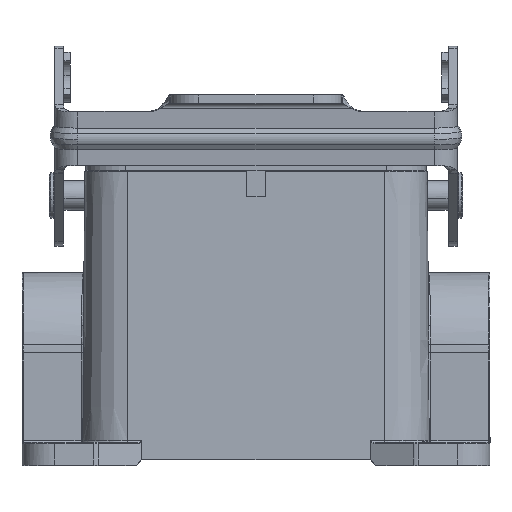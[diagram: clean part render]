
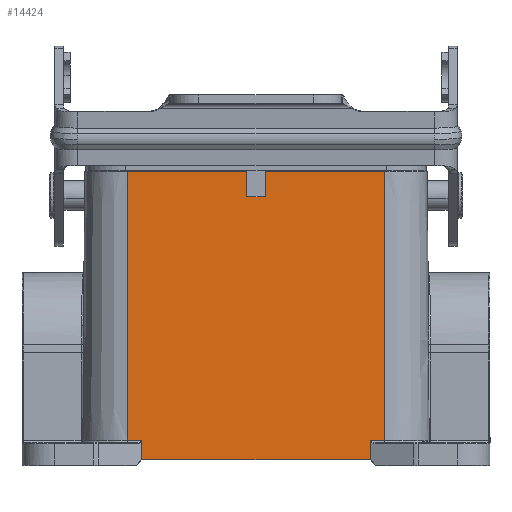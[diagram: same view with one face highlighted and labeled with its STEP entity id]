
A CAD part, top view. The second image highlights one B-rep face of the part: STEP entity #14424.
In plain terms, the highlighted planar face has unit normal (0, 0.009, 1).
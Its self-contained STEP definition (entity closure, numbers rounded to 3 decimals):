
#479 = LINE ( 'NONE', #480, #20652 ) ;
#480 = CARTESIAN_POINT ( 'NONE',  ( 20., 0., 21.949 ) ) ;
#481 = DIRECTION ( 'NONE',  ( 0., 1., -0.009 ) ) ;
#483 = LINE ( 'NONE', #484, #20611 ) ;
#484 = CARTESIAN_POINT ( 'NONE',  ( -24.58, 1., 21.941 ) ) ;
#485 = DIRECTION ( 'NONE',  ( 1., 0., 0. ) ) ;
#1529 = EDGE_LOOP ( 'NONE', ( #15843, #15840, #15945, #15822, #15841, #15962, #15960, #15784, #15773, #15798, #15924, #15799, #15912, #15934 ) ) ;
#4932 = LINE ( 'NONE', #4933, #12066 ) ;
#4933 = CARTESIAN_POINT ( 'NONE',  ( -20., 0.383, 21.946 ) ) ;
#4934 = DIRECTION ( 'NONE',  ( 0., -1., 0.009 ) ) ;
#6181 = CARTESIAN_POINT ( 'NONE',  ( 22.5, 4.297, 21.912 ) ) ;
#6187 = CARTESIAN_POINT ( 'NONE',  ( -22.5, 4.297, 21.912 ) ) ;
#6195 = CARTESIAN_POINT ( 'NONE',  ( -20., 4.234, 21.916 ) ) ;
#6196 = CARTESIAN_POINT ( 'NONE',  ( -19.999, 1., 21.944 ) ) ;
#6197 = CARTESIAN_POINT ( 'NONE',  ( 19.999, 1., 21.944 ) ) ;
#6198 = CARTESIAN_POINT ( 'NONE',  ( 20., 4.234, 21.916 ) ) ;
#6199 = CARTESIAN_POINT ( 'NONE',  ( 22.5, 51.5, 21.5 ) ) ;
#6200 = CARTESIAN_POINT ( 'NONE',  ( 20., 4.297, 21.912 ) ) ;
#6201 = CARTESIAN_POINT ( 'NONE',  ( 1.6, 51.5, 21.5 ) ) ;
#6202 = CARTESIAN_POINT ( 'NONE',  ( 1.6, 47., 21.539 ) ) ;
#6203 = CARTESIAN_POINT ( 'NONE',  ( -22.5, 51.5, 21.5 ) ) ;
#6204 = CARTESIAN_POINT ( 'NONE',  ( -20., 4.297, 21.912 ) ) ;
#6205 = CARTESIAN_POINT ( 'NONE',  ( -1.6, 47., 21.539 ) ) ;
#6206 = CARTESIAN_POINT ( 'NONE',  ( -1.6, 51.5, 21.5 ) ) ;
#6799 = CARTESIAN_POINT ( 'NONE',  ( -20., 4.297, 21.912 ) ) ;
#6800 = CARTESIAN_POINT ( 'NONE',  ( -20., 4.276, 21.912 ) ) ;
#6801 = CARTESIAN_POINT ( 'NONE',  ( -20., 4.255, 21.912 ) ) ;
#6802 = CARTESIAN_POINT ( 'NONE',  ( -20., 4.234, 21.916 ) ) ;
#7507 = LINE ( 'NONE', #7508, #12865 ) ;
#7508 = CARTESIAN_POINT ( 'NONE',  ( -24.58, 4.297, 21.912 ) ) ;
#7509 = DIRECTION ( 'NONE',  ( 1., 0., 0. ) ) ;
#8760 = VERTEX_POINT ( 'NONE', #6181 ) ;
#8772 = VERTEX_POINT ( 'NONE', #6187 ) ;
#8788 = VERTEX_POINT ( 'NONE', #6195 ) ;
#8790 = VERTEX_POINT ( 'NONE', #6196 ) ;
#8792 = VERTEX_POINT ( 'NONE', #6197 ) ;
#8794 = VERTEX_POINT ( 'NONE', #6198 ) ;
#8796 = VERTEX_POINT ( 'NONE', #6199 ) ;
#8798 = VERTEX_POINT ( 'NONE', #6200 ) ;
#8800 = VERTEX_POINT ( 'NONE', #6201 ) ;
#8802 = VERTEX_POINT ( 'NONE', #6202 ) ;
#8804 = VERTEX_POINT ( 'NONE', #6203 ) ;
#8806 = VERTEX_POINT ( 'NONE', #6204 ) ;
#8808 = VERTEX_POINT ( 'NONE', #6205 ) ;
#8810 = VERTEX_POINT ( 'NONE', #6206 ) ;
#12018 = B_SPLINE_CURVE_WITH_KNOTS ( 'NONE', 3,
 ( #6799, #6800, #6801, #6802 ),
 .UNSPECIFIED., .F., .F.,
 ( 4, 4 ),
 ( 0., 1. ),
 .UNSPECIFIED. ) ;
#12066 = VECTOR ( 'NONE', #4934, 1000. ) ;
#12249 = VECTOR ( 'NONE', #22314, 1000. ) ;
#12379 = VECTOR ( 'NONE', #19624, 1000. ) ;
#12591 = VECTOR ( 'NONE', #22317, 1000. ) ;
#12796 = VECTOR ( 'NONE', #22166, 1000. ) ;
#12850 = VECTOR ( 'NONE', #19630, 1000. ) ;
#12865 = VECTOR ( 'NONE', #7509, 1000. ) ;
#12903 = VECTOR ( 'NONE', #19865, 1000. ) ;
#12956 = VECTOR ( 'NONE', #19110, 1000. ) ;
#13234 = VECTOR ( 'NONE', #22978, 1000. ) ;
#14424 = ADVANCED_FACE ( 'NONE', ( #20226 ), #17119, .T. ) ;
#15631 = B_SPLINE_CURVE_WITH_KNOTS ( 'NONE', 3,
 ( #19704, #19708, #19709, #19710 ),
 .UNSPECIFIED., .F., .F.,
 ( 4, 4 ),
 ( 0., 1. ),
 .UNSPECIFIED. ) ;
#15773 = ORIENTED_EDGE ( 'NONE', *, *, #17541, .T. ) ;
#15784 = ORIENTED_EDGE ( 'NONE', *, *, #17648, .T. ) ;
#15798 = ORIENTED_EDGE ( 'NONE', *, *, #17626, .T. ) ;
#15799 = ORIENTED_EDGE ( 'NONE', *, *, #16404, .T. ) ;
#15822 = ORIENTED_EDGE ( 'NONE', *, *, #17774, .T. ) ;
#15840 = ORIENTED_EDGE ( 'NONE', *, *, #16192, .T. ) ;
#15841 = ORIENTED_EDGE ( 'NONE', *, *, #17509, .T. ) ;
#15843 = ORIENTED_EDGE ( 'NONE', *, *, #16193, .T. ) ;
#15912 = ORIENTED_EDGE ( 'NONE', *, *, #16388, .T. ) ;
#15924 = ORIENTED_EDGE ( 'NONE', *, *, #17795, .T. ) ;
#15934 = ORIENTED_EDGE ( 'NONE', *, *, #16686, .T. ) ;
#15945 = ORIENTED_EDGE ( 'NONE', *, *, #17564, .T. ) ;
#15960 = ORIENTED_EDGE ( 'NONE', *, *, #17649, .T. ) ;
#15962 = ORIENTED_EDGE ( 'NONE', *, *, #17539, .T. ) ;
#16192 = EDGE_CURVE ( 'NONE', #8792, #8794, #479, .T. ) ;
#16193 = EDGE_CURVE ( 'NONE', #8790, #8792, #483, .T. ) ;
#16388 = EDGE_CURVE ( 'NONE', #8806, #8788, #12018, .T. ) ;
#16404 = EDGE_CURVE ( 'NONE', #8772, #8806, #7507, .T. ) ;
#16686 = EDGE_CURVE ( 'NONE', #8788, #8790, #4932, .T. ) ;
#17119 = PLANE ( 'NONE',  #20546 ) ;
#17120 = CARTESIAN_POINT ( 'NONE',  ( -24.58, 51.5, 21.5 ) ) ;
#17121 = DIRECTION ( 'NONE',  ( 0., 0.009, 1. ) ) ;
#17122 = DIRECTION ( 'NONE',  ( 0., -1., 0.009 ) ) ;
#17509 = EDGE_CURVE ( 'NONE', #8760, #8796, #22976, .T. ) ;
#17539 = EDGE_CURVE ( 'NONE', #8796, #8800, #19622, .T. ) ;
#17541 = EDGE_CURVE ( 'NONE', #8808, #8810, #19628, .T. ) ;
#17564 = EDGE_CURVE ( 'NONE', #8794, #8798, #15631, .T. ) ;
#17626 = EDGE_CURVE ( 'NONE', #8810, #8804, #22164, .T. ) ;
#17648 = EDGE_CURVE ( 'NONE', #8802, #8808, #22312, .T. ) ;
#17649 = EDGE_CURVE ( 'NONE', #8800, #8802, #22315, .T. ) ;
#17774 = EDGE_CURVE ( 'NONE', #8798, #8760, #19108, .T. ) ;
#17795 = EDGE_CURVE ( 'NONE', #8804, #8772, #19863, .T. ) ;
#19108 = LINE ( 'NONE', #19109, #12956 ) ;
#19109 = CARTESIAN_POINT ( 'NONE',  ( -24.58, 4.297, 21.912 ) ) ;
#19110 = DIRECTION ( 'NONE',  ( 1., 0., 0. ) ) ;
#19622 = LINE ( 'NONE', #19623, #12379 ) ;
#19623 = CARTESIAN_POINT ( 'NONE',  ( -24.58, 51.5, 21.5 ) ) ;
#19624 = DIRECTION ( 'NONE',  ( -1., 0., 0. ) ) ;
#19628 = LINE ( 'NONE', #19629, #12850 ) ;
#19629 = CARTESIAN_POINT ( 'NONE',  ( -1.6, 51.5, 21.5 ) ) ;
#19630 = DIRECTION ( 'NONE',  ( 0., 1., -0.009 ) ) ;
#19704 = CARTESIAN_POINT ( 'NONE',  ( 20., 4.234, 21.916 ) ) ;
#19708 = CARTESIAN_POINT ( 'NONE',  ( 20., 4.255, 21.912 ) ) ;
#19709 = CARTESIAN_POINT ( 'NONE',  ( 20., 4.276, 21.912 ) ) ;
#19710 = CARTESIAN_POINT ( 'NONE',  ( 20., 4.297, 21.912 ) ) ;
#19863 = LINE ( 'NONE', #19864, #12903 ) ;
#19864 = CARTESIAN_POINT ( 'NONE',  ( -22.5, 51.5, 21.5 ) ) ;
#19865 = DIRECTION ( 'NONE',  ( 0., -1., 0.009 ) ) ;
#20226 = FACE_OUTER_BOUND ( 'NONE', #1529, .T. ) ;
#20546 = AXIS2_PLACEMENT_3D ( 'NONE', #17120, #17121, #17122 ) ;
#20611 = VECTOR ( 'NONE', #485, 1000. ) ;
#20652 = VECTOR ( 'NONE', #481, 1000. ) ;
#22164 = LINE ( 'NONE', #22165, #12796 ) ;
#22165 = CARTESIAN_POINT ( 'NONE',  ( -24.58, 51.5, 21.5 ) ) ;
#22166 = DIRECTION ( 'NONE',  ( -1., 0., 0. ) ) ;
#22312 = LINE ( 'NONE', #22313, #12249 ) ;
#22313 = CARTESIAN_POINT ( 'NONE',  ( -24.58, 47., 21.539 ) ) ;
#22314 = DIRECTION ( 'NONE',  ( -1., 0., 0. ) ) ;
#22315 = LINE ( 'NONE', #22316, #12591 ) ;
#22316 = CARTESIAN_POINT ( 'NONE',  ( 1.6, 51.5, 21.5 ) ) ;
#22317 = DIRECTION ( 'NONE',  ( 0., -1., 0.009 ) ) ;
#22976 = LINE ( 'NONE', #22977, #13234 ) ;
#22977 = CARTESIAN_POINT ( 'NONE',  ( 22.5, 51.5, 21.5 ) ) ;
#22978 = DIRECTION ( 'NONE',  ( 0., 1., -0.009 ) ) ;
